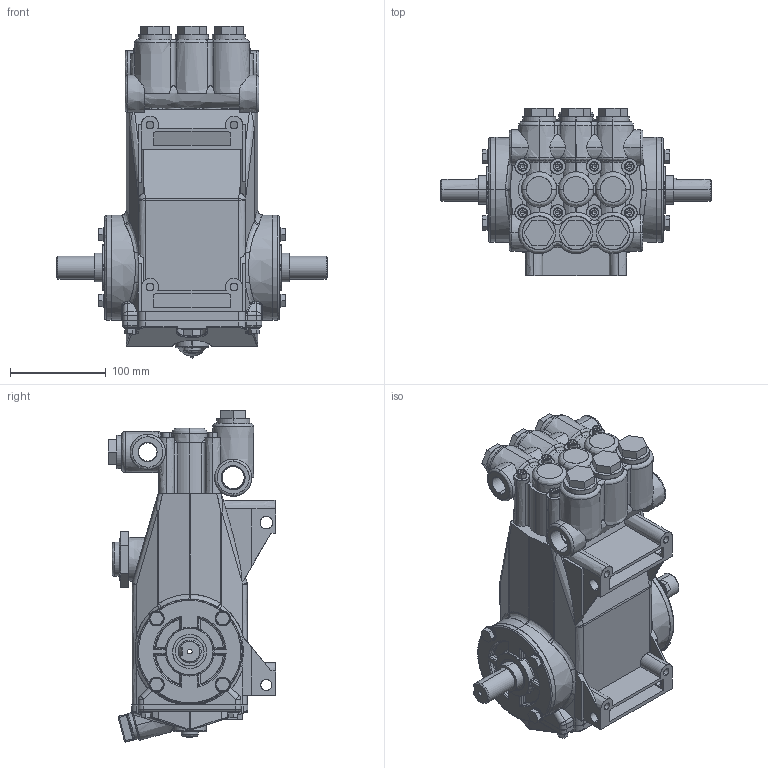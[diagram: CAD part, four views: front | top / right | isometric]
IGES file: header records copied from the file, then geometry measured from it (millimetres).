
Start section: SolidWorks IGES file using analytic representation for surfaces
Global section: file name: 7CP6170.IGS; native system: SolidWorks 2012; preprocessor: SolidWorks 2012; author: MJH; date: 130122.133529; units: inch
Bounding box: 282.96 x 175.01 x 347.34 mm (x, y, z)
Surface area: 305723.9 mm2 (no closed solid volume)
Topology: 0 solids, 0 shells, 1184 faces, 16355 edges, 16323 vertices
Faces by surface type: bspline 669, revolution 515
